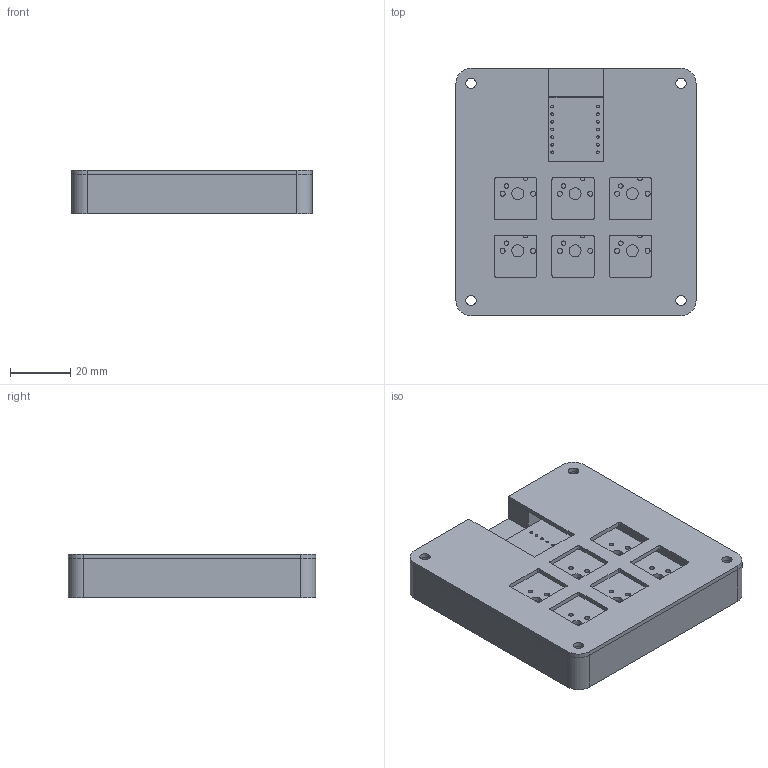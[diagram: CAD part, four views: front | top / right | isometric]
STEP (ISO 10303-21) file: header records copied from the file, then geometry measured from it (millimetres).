
FILE_DESCRIPTION(/* description */ ('KiCad electronic assembly'),/* implementation_level */ '2;1');
FILE_NAME(/* name */ 'GamingPad.step',/* time_stamp */ '2025-12-25T19:39:53+01:00',/* author */ (''),/* organization */ (''),/* preprocessor_version */ 'ST-DEVELOPER v20.1',/* originating_system */ 'Autodesk Translation Framework v14.10.0.0',/* authorisation */ '');
FILE_SCHEMA (('AUTOMOTIVE_DESIGN { 1 0 10303 214 3 1 1 }'));
Length unit declared in the file: millimetre
Products named in the file (4): HackPad 1; HackPad_PCB; Bottom Case; TopCase
Assembly tree (3 placements, depth 2):
  HackPad 1
    HackPad_PCB
    Bottom Case
    TopCase
Bounding box: 79.9 x 82.3 x 14.5 mm (x, y, z)
Volume: 58268.4 mm3; surface area: 38469.2 mm2
Topology: 3 solids, 3 shells, 562 faces, 1575 edges, 1050 vertices
Faces by surface type: bspline 291, plane 183, cylinder 88
Full cylindrical faces by diameter (mm): 0.889 x14, 1.5 x12, 1.7 x12, 3.4 x8, 4 x6, 6 x4
Entity records: 21141 total; most frequent: CARTESIAN_POINT 8141, ORIENTED_EDGE 3150, DIRECTION 1725, EDGE_CURVE 1575, VERTEX_POINT 1050, LINE 817, VECTOR 817, EDGE_LOOP 709
